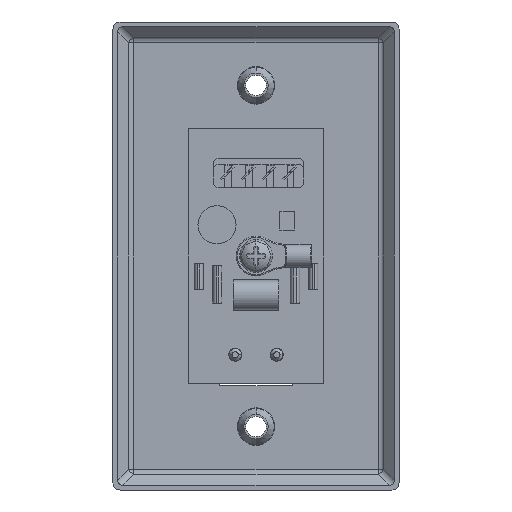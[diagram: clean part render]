
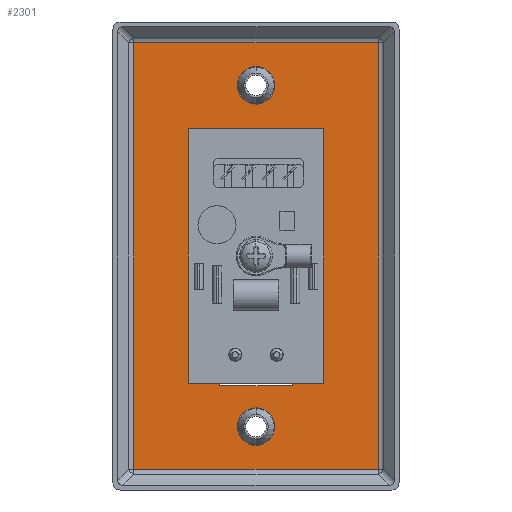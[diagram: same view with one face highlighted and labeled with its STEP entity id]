
A CAD part, front view. The second image highlights one B-rep face of the part: STEP entity #2301.
In plain terms, the highlighted planar face has unit normal (0, -1, 0).
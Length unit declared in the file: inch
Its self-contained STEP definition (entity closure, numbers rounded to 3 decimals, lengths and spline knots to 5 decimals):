
#2291 = EDGE_LOOP ( 'NONE', ( #2321, #5810 ) ) ;
#2301 = ADVANCED_FACE ( 'NONE', ( #6270, #6259, #6261, #6329, #6271 ), #6269, .T. ) ;
#2321 = ORIENTED_EDGE ( 'NONE', *, *, #15430, .F. ) ;
#5632 = EDGE_CURVE ( 'NONE', #5646, #5788, #21635, .T. ) ;
#5645 = EDGE_CURVE ( 'NONE', #15702, #15576, #21629, .T. ) ;
#5646 = VERTEX_POINT ( 'NONE', #21622 ) ;
#5649 = ORIENTED_EDGE ( 'NONE', *, *, #15743, .F. ) ;
#5660 = EDGE_CURVE ( 'NONE', #5692, #5646, #21655, .T. ) ;
#5664 = ORIENTED_EDGE ( 'NONE', *, *, #5787, .F. ) ;
#5665 = ORIENTED_EDGE ( 'NONE', *, *, #15718, .F. ) ;
#5666 = ORIENTED_EDGE ( 'NONE', *, *, #5632, .F. ) ;
#5692 = VERTEX_POINT ( 'NONE', #21448 ) ;
#5693 = EDGE_LOOP ( 'NONE', ( #5785, #5649 ) ) ;
#5698 = ORIENTED_EDGE ( 'NONE', *, *, #5704, .F. ) ;
#5704 = EDGE_CURVE ( 'NONE', #5788, #5728, #7820, .T. ) ;
#5705 = EDGE_CURVE ( 'NONE', #15525, #15416, #7824, .T. ) ;
#5712 = ORIENTED_EDGE ( 'NONE', *, *, #5752, .F. ) ;
#5728 = VERTEX_POINT ( 'NONE', #7847 ) ;
#5752 = EDGE_CURVE ( 'NONE', #5728, #5692, #7881, .T. ) ;
#5753 = ORIENTED_EDGE ( 'NONE', *, *, #5660, .F. ) ;
#5783 = VERTEX_POINT ( 'NONE', #7937 ) ;
#5784 = VERTEX_POINT ( 'NONE', #7932 ) ;
#5785 = ORIENTED_EDGE ( 'NONE', *, *, #5645, .F. ) ;
#5786 = EDGE_CURVE ( 'NONE', #5783, #5784, #7946, .T. ) ;
#5787 = EDGE_CURVE ( 'NONE', #5792, #5783, #7925, .T. ) ;
#5788 = VERTEX_POINT ( 'NONE', #7930 ) ;
#5789 = EDGE_CURVE ( 'NONE', #5784, #5804, #7920, .T. ) ;
#5790 = ORIENTED_EDGE ( 'NONE', *, *, #5815, .F. ) ;
#5791 = ORIENTED_EDGE ( 'NONE', *, *, #5789, .F. ) ;
#5792 = VERTEX_POINT ( 'NONE', #7929 ) ;
#5794 = EDGE_LOOP ( 'NONE', ( #5666, #5753, #5712, #5698 ) ) ;
#5795 = EDGE_LOOP ( 'NONE', ( #5790, #5791, #5801, #5664 ) ) ;
#5801 = ORIENTED_EDGE ( 'NONE', *, *, #5786, .F. ) ;
#5802 = ORIENTED_EDGE ( 'NONE', *, *, #5705, .F. ) ;
#5804 = VERTEX_POINT ( 'NONE', #7931 ) ;
#5805 = EDGE_LOOP ( 'NONE', ( #5802, #5665 ) ) ;
#5810 = ORIENTED_EDGE ( 'NONE', *, *, #5817, .F. ) ;
#5815 = EDGE_CURVE ( 'NONE', #5804, #5792, #7985, .T. ) ;
#5817 = EDGE_CURVE ( 'NONE', #15009, #15376, #7961, .T. ) ;
#6240 = AXIS2_PLACEMENT_3D ( 'NONE', #6260, #6266, #6322 ) ;
#6259 = FACE_BOUND ( 'NONE', #5795, .T. ) ;
#6260 = CARTESIAN_POINT ( 'NONE',  ( 1.37519, -0.0325, -2.25 ) ) ;
#6261 = FACE_BOUND ( 'NONE', #5805, .T. ) ;
#6266 = DIRECTION ( 'NONE',  ( 0., -1., 0. ) ) ;
#6269 = PLANE ( 'NONE',  #6240 ) ;
#6270 = FACE_BOUND ( 'NONE', #2291, .T. ) ;
#6271 = FACE_OUTER_BOUND ( 'NONE', #5794, .T. ) ;
#6322 = DIRECTION ( 'NONE',  ( 0., 0., -1. ) ) ;
#6329 = FACE_BOUND ( 'NONE', #5693, .T. ) ;
#7804 = DIRECTION ( 'NONE',  ( 0., 0., -1. ) ) ;
#7806 = DIRECTION ( 'NONE',  ( 0., -1., 0. ) ) ;
#7813 = DIRECTION ( 'NONE',  ( -1., 0., 0. ) ) ;
#7814 = VECTOR ( 'NONE', #7813, 39.37008 ) ;
#7816 = CARTESIAN_POINT ( 'NONE',  ( 1.37519, -0.0325, -2.0511 ) ) ;
#7819 = CARTESIAN_POINT ( 'NONE',  ( 0., -0.0325, -1.6406 ) ) ;
#7820 = LINE ( 'NONE', #7816, #7814 ) ;
#7821 = AXIS2_PLACEMENT_3D ( 'NONE', #7819, #7806, #7804 ) ;
#7824 = CIRCLE ( 'NONE', #7821, 0.18025 ) ;
#7847 = CARTESIAN_POINT ( 'NONE',  ( -1.17629, -0.0325, -2.0511 ) ) ;
#7866 = DIRECTION ( 'NONE',  ( 0., 0., 1. ) ) ;
#7879 = VECTOR ( 'NONE', #7866, 39.37008 ) ;
#7880 = CARTESIAN_POINT ( 'NONE',  ( -1.17629, -0.0325, -2.25 ) ) ;
#7881 = LINE ( 'NONE', #7880, #7879 ) ;
#7919 = CARTESIAN_POINT ( 'NONE',  ( -0.34625, -0.0325, -2.25 ) ) ;
#7920 = LINE ( 'NONE', #7919, #7989 ) ;
#7921 = DIRECTION ( 'NONE',  ( 0., 0., 1. ) ) ;
#7922 = VECTOR ( 'NONE', #7921, 39.37008 ) ;
#7924 = CARTESIAN_POINT ( 'NONE',  ( 0.34625, -0.0325, -2.25 ) ) ;
#7925 = LINE ( 'NONE', #7924, #7922 ) ;
#7926 = DIRECTION ( 'NONE',  ( -1., 0., 0. ) ) ;
#7927 = VECTOR ( 'NONE', #7926, 39.37008 ) ;
#7928 = CARTESIAN_POINT ( 'NONE',  ( 1.37519, -0.0325, -0.52375 ) ) ;
#7929 = CARTESIAN_POINT ( 'NONE',  ( 0.34625, -0.0325, -1.24625 ) ) ;
#7930 = CARTESIAN_POINT ( 'NONE',  ( 1.17629, -0.0325, -2.0511 ) ) ;
#7931 = CARTESIAN_POINT ( 'NONE',  ( -0.34625, -0.0325, -1.24625 ) ) ;
#7932 = CARTESIAN_POINT ( 'NONE',  ( -0.34625, -0.0325, -0.52375 ) ) ;
#7937 = CARTESIAN_POINT ( 'NONE',  ( 0.34625, -0.0325, -0.52375 ) ) ;
#7946 = LINE ( 'NONE', #7928, #7927 ) ;
#7955 = AXIS2_PLACEMENT_3D ( 'NONE', #8021, #8020, #8019 ) ;
#7958 = DIRECTION ( 'NONE',  ( 1., 0., 0. ) ) ;
#7961 = CIRCLE ( 'NONE', #7955, 0.1005 ) ;
#7974 = VECTOR ( 'NONE', #7958, 39.37008 ) ;
#7980 = CARTESIAN_POINT ( 'NONE',  ( 1.37519, -0.0325, -1.24625 ) ) ;
#7985 = LINE ( 'NONE', #7980, #7974 ) ;
#7988 = DIRECTION ( 'NONE',  ( 0., 0., -1. ) ) ;
#7989 = VECTOR ( 'NONE', #7988, 39.37008 ) ;
#8019 = DIRECTION ( 'NONE',  ( 0., 0., -1. ) ) ;
#8020 = DIRECTION ( 'NONE',  ( 0., -1., 0. ) ) ;
#8021 = CARTESIAN_POINT ( 'NONE',  ( 0., -0.0325, 0. ) ) ;
#13018 = CARTESIAN_POINT ( 'NONE',  ( 0., -0.0325, -0.1005 ) ) ;
#13116 = CARTESIAN_POINT ( 'NONE',  ( 0., -0.0325, 0.1005 ) ) ;
#13187 = CARTESIAN_POINT ( 'NONE',  ( 0., -0.0325, -1.46035 ) ) ;
#13283 = CIRCLE ( 'NONE', #13338, 0.1005 ) ;
#13333 = DIRECTION ( 'NONE',  ( 0., 0., -1. ) ) ;
#13336 = DIRECTION ( 'NONE',  ( 0., -1., 0. ) ) ;
#13337 = CARTESIAN_POINT ( 'NONE',  ( 0., -0.0325, 0. ) ) ;
#13338 = AXIS2_PLACEMENT_3D ( 'NONE', #13337, #13336, #13333 ) ;
#13352 = CARTESIAN_POINT ( 'NONE',  ( 0., -0.0325, -1.82085 ) ) ;
#13388 = CARTESIAN_POINT ( 'NONE',  ( 0., -0.0325, 1.82085 ) ) ;
#13402 = AXIS2_PLACEMENT_3D ( 'NONE', #13422, #13460, #13459 ) ;
#13406 = DIRECTION ( 'NONE',  ( 0., 0., -1. ) ) ;
#13407 = DIRECTION ( 'NONE',  ( 0., -1., 0. ) ) ;
#13408 = CARTESIAN_POINT ( 'NONE',  ( 0., -0.0325, -1.6406 ) ) ;
#13409 = AXIS2_PLACEMENT_3D ( 'NONE', #13408, #13407, #13406 ) ;
#13413 = CIRCLE ( 'NONE', #13402, 0.18025 ) ;
#13418 = CARTESIAN_POINT ( 'NONE',  ( 0., -0.0325, 1.46035 ) ) ;
#13421 = CIRCLE ( 'NONE', #13409, 0.18025 ) ;
#13422 = CARTESIAN_POINT ( 'NONE',  ( 0., -0.0325, 1.6406 ) ) ;
#13459 = DIRECTION ( 'NONE',  ( 0., 0., -1. ) ) ;
#13460 = DIRECTION ( 'NONE',  ( 0., -1., 0. ) ) ;
#15009 = VERTEX_POINT ( 'NONE', #13018 ) ;
#15376 = VERTEX_POINT ( 'NONE', #13116 ) ;
#15416 = VERTEX_POINT ( 'NONE', #13187 ) ;
#15430 = EDGE_CURVE ( 'NONE', #15376, #15009, #13283, .T. ) ;
#15525 = VERTEX_POINT ( 'NONE', #13352 ) ;
#15576 = VERTEX_POINT ( 'NONE', #13388 ) ;
#15702 = VERTEX_POINT ( 'NONE', #13418 ) ;
#15718 = EDGE_CURVE ( 'NONE', #15416, #15525, #13421, .T. ) ;
#15743 = EDGE_CURVE ( 'NONE', #15576, #15702, #13413, .T. ) ;
#21448 = CARTESIAN_POINT ( 'NONE',  ( -1.17629, -0.0325, 2.0511 ) ) ;
#21618 = DIRECTION ( 'NONE',  ( 0., 0., -1. ) ) ;
#21619 = DIRECTION ( 'NONE',  ( 0., -1., 0. ) ) ;
#21620 = AXIS2_PLACEMENT_3D ( 'NONE', #21626, #21619, #21618 ) ;
#21622 = CARTESIAN_POINT ( 'NONE',  ( 1.17629, -0.0325, 2.0511 ) ) ;
#21626 = CARTESIAN_POINT ( 'NONE',  ( 0., -0.0325, 1.6406 ) ) ;
#21629 = CIRCLE ( 'NONE', #21620, 0.18025 ) ;
#21631 = DIRECTION ( 'NONE',  ( 0., 0., -1. ) ) ;
#21632 = VECTOR ( 'NONE', #21631, 39.37008 ) ;
#21633 = CARTESIAN_POINT ( 'NONE',  ( 1.17629, -0.0325, -2.25 ) ) ;
#21635 = LINE ( 'NONE', #21633, #21632 ) ;
#21652 = DIRECTION ( 'NONE',  ( 1., 0., 0. ) ) ;
#21653 = VECTOR ( 'NONE', #21652, 39.37008 ) ;
#21654 = CARTESIAN_POINT ( 'NONE',  ( 1.37519, -0.0325, 2.0511 ) ) ;
#21655 = LINE ( 'NONE', #21654, #21653 ) ;
